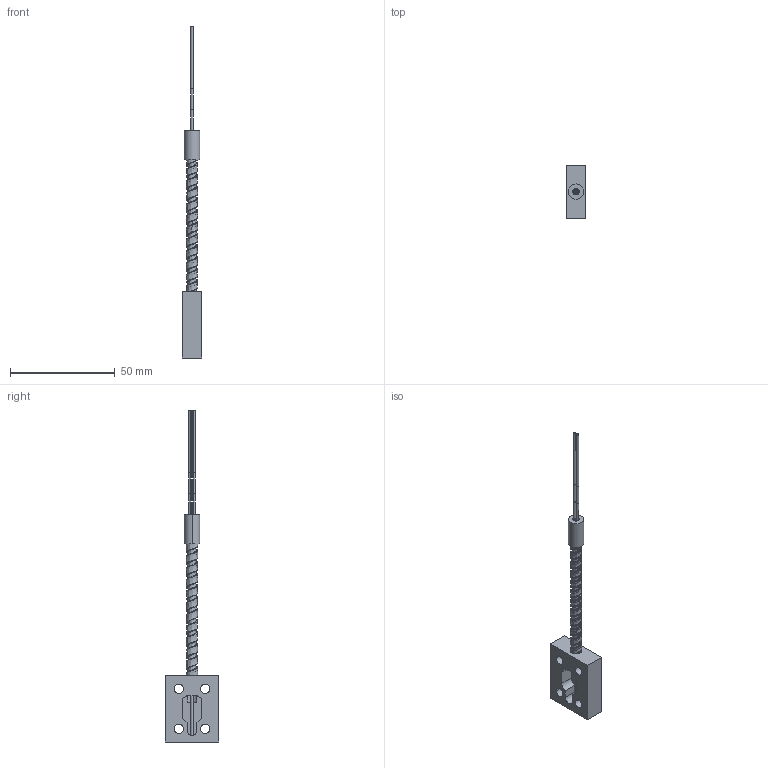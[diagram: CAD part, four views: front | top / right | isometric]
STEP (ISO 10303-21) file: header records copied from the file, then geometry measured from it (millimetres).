
FILE_DESCRIPTION((''),'2;1');
FILE_NAME('193338_ASM','2016-02-17T',('pdmadmin'),(''),'PRO/ENGINEER BY PARAMETRIC TECHNOLOGY CORPORATION, 2013230','PRO/ENGINEER BY PARAMETRIC TECHNOLOGY CORPORATION, 2013230','');
FILE_SCHEMA(('CONFIG_CONTROL_DESIGN'));
Length unit declared in the file: inch
Products named in the file (7): 116815; 15498; FIBER_CORE_1MM; 39450; 58193; 72213_ASM; 193338_ASM
Assembly tree (8 placements, depth 3):
  193338_ASM
    72213_ASM
      116815
      15498
      FIBER_CORE_1MM  x2
      39450
      58193  x2
Bounding box: 9.53 x 25.4 x 158.71 mm (x, y, z)
Volume: 6776.9 mm3; surface area: 8007.1 mm2
Topology: 7 solids, 9 shells, 150 faces, 338 edges, 202 vertices
Faces by surface type: bspline 70, cylinder 45, plane 25, cone 10
Entity records: 17489 total; most frequent: CARTESIAN_POINT 14587, ORIENTED_EDGE 604, DIRECTION 490, EDGE_CURVE 304, VERTEX_POINT 182, AXIS2_PLACEMENT_3D 178, EDGE_LOOP 148, VECTOR 134
